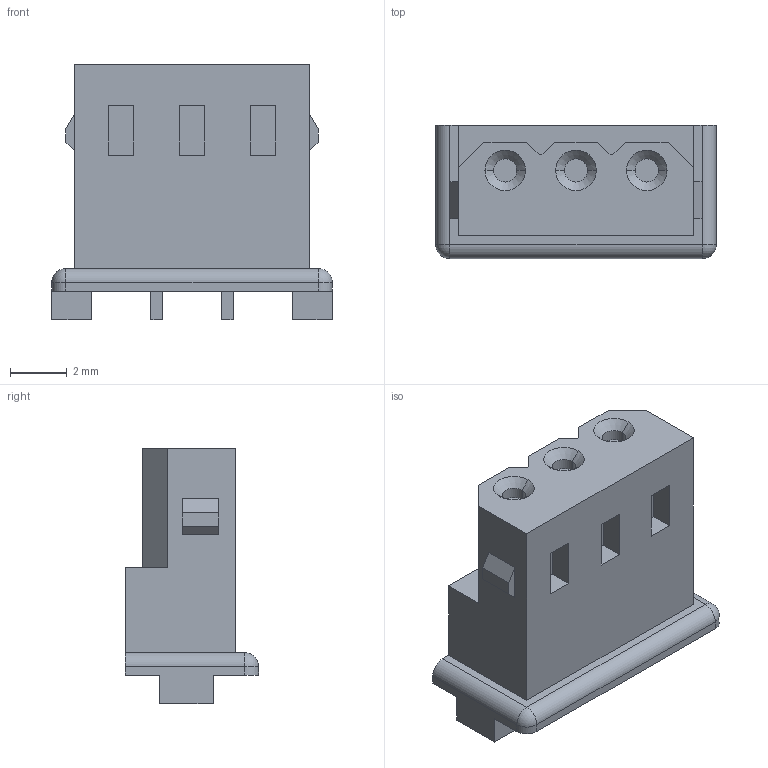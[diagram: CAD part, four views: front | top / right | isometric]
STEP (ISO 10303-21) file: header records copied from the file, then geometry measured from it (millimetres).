
FILE_DESCRIPTION (( 'STEP AP214' ), '1' );
FILE_NAME ('050375033.STEP', '2024-05-04T21:33:59', ( '' ), ( '' ), 'SwSTEP 2.0', 'SolidWorks 2022', '' );
FILE_SCHEMA (( 'AUTOMOTIVE_DESIGN' ));
Length unit declared in the file: millimetre
Products named in the file (4): 0503750332.stp; 050375033; 0503750333.stp; 0503750331.stp
Assembly tree (3 placements, depth 2):
  050375033
    0503750331.stp
    0503750332.stp
    0503750333.stp
Bounding box: 9.9 x 4.7 x 9 mm (x, y, z)
Volume: 237.1 mm3; surface area: 342.8 mm2
Topology: 3 solids, 3 shells, 117 faces, 293 edges, 186 vertices
Faces by surface type: plane 98, cylinder 11, cone 6, sphere 2
Entity records: 3555 total; most frequent: CARTESIAN_POINT 600, ORIENTED_EDGE 582, DIRECTION 565, EDGE_CURVE 291, LINE 263, VECTOR 263, VERTEX_POINT 186, AXIS2_PLACEMENT_3D 151
